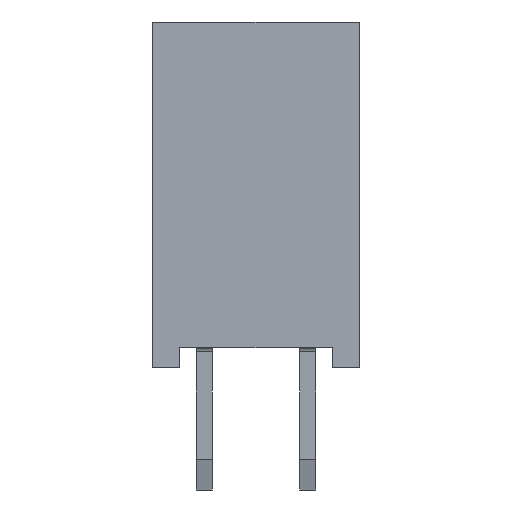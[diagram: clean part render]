
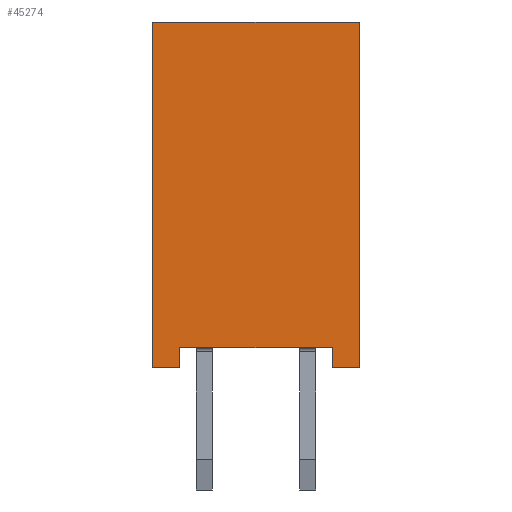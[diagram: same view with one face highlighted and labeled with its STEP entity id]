
A CAD part, front view. The second image highlights one B-rep face of the part: STEP entity #45274.
In plain terms, the highlighted face is planar.
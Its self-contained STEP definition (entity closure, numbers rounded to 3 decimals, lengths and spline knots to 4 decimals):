
#2802=FACE_OUTER_BOUND('',#5122,.T.);
#5122=EDGE_LOOP('',(#36509,#36510,#36511,#36512,#36513,#36514,#36515,#36516));
#8361=LINE('',#66354,#13845);
#10621=LINE('',#71474,#16105);
#10622=LINE('',#71476,#16106);
#10623=LINE('',#71478,#16107);
#10624=LINE('',#71480,#16108);
#10625=LINE('',#71482,#16109);
#10626=LINE('',#71484,#16110);
#10627=LINE('',#71485,#16111);
#13845=VECTOR('',#53192,1.);
#16105=VECTOR('',#58574,1.);
#16106=VECTOR('',#58575,1.);
#16107=VECTOR('',#58576,1.);
#16108=VECTOR('',#58577,1.);
#16109=VECTOR('',#58578,1.);
#16110=VECTOR('',#58579,1.);
#16111=VECTOR('',#58580,1.);
#19169=VERTEX_POINT('',#66352);
#19170=VERTEX_POINT('',#66353);
#20469=VERTEX_POINT('',#71473);
#20470=VERTEX_POINT('',#71475);
#20471=VERTEX_POINT('',#71477);
#20472=VERTEX_POINT('',#71479);
#20473=VERTEX_POINT('',#71481);
#20474=VERTEX_POINT('',#71483);
#23529=EDGE_CURVE('',#19169,#19170,#8361,.T.);
#26189=EDGE_CURVE('',#20469,#19170,#10621,.T.);
#26190=EDGE_CURVE('',#20469,#20470,#10622,.T.);
#26191=EDGE_CURVE('',#20470,#20471,#10623,.T.);
#26192=EDGE_CURVE('',#20472,#20471,#10624,.T.);
#26193=EDGE_CURVE('',#20473,#20472,#10625,.T.);
#26194=EDGE_CURVE('',#20473,#20474,#10626,.T.);
#26195=EDGE_CURVE('',#19169,#20474,#10627,.T.);
#36509=ORIENTED_EDGE('',*,*,#26189,.F.);
#36510=ORIENTED_EDGE('',*,*,#26190,.T.);
#36511=ORIENTED_EDGE('',*,*,#26191,.T.);
#36512=ORIENTED_EDGE('',*,*,#26192,.F.);
#36513=ORIENTED_EDGE('',*,*,#26193,.F.);
#36514=ORIENTED_EDGE('',*,*,#26194,.T.);
#36515=ORIENTED_EDGE('',*,*,#26195,.F.);
#36516=ORIENTED_EDGE('',*,*,#23529,.T.);
#40890=PLANE('',#48348);
#45274=ADVANCED_FACE('',(#2802),#40890,.T.);
#48348=AXIS2_PLACEMENT_3D('',#71472,#58572,#58573);
#53192=DIRECTION('',(0.,-1.,0.));
#58572=DIRECTION('center_axis',(-1.,0.,0.));
#58573=DIRECTION('ref_axis',(0.,-1.,0.));
#58574=DIRECTION('',(0.,0.,1.));
#58575=DIRECTION('',(0.,-1.,0.));
#58576=DIRECTION('',(0.,0.,1.));
#58577=DIRECTION('',(0.,-1.,0.));
#58578=DIRECTION('',(0.,0.,1.));
#58579=DIRECTION('',(0.,-1.,0.));
#58580=DIRECTION('',(0.,0.,-1.));
#66352=CARTESIAN_POINT('',(-1.27,3.14,0.5001));
#66353=CARTESIAN_POINT('',(-1.27,-0.6,0.5001));
#66354=CARTESIAN_POINT('',(-1.27,3.14,0.5001));
#71472=CARTESIAN_POINT('Origin',(-1.27,3.81,0.));
#71473=CARTESIAN_POINT('',(-1.27,-0.6,0.));
#71474=CARTESIAN_POINT('',(-1.27,-0.6,0.));
#71475=CARTESIAN_POINT('',(-1.27,-1.27,0.));
#71476=CARTESIAN_POINT('',(-1.27,-0.6,0.));
#71477=CARTESIAN_POINT('',(-1.27,-1.27,8.5));
#71478=CARTESIAN_POINT('',(-1.27,-1.27,0.));
#71479=CARTESIAN_POINT('',(-1.27,3.81,8.5));
#71480=CARTESIAN_POINT('',(-1.27,3.81,8.5));
#71481=CARTESIAN_POINT('',(-1.27,3.81,0.));
#71482=CARTESIAN_POINT('',(-1.27,3.81,0.));
#71483=CARTESIAN_POINT('',(-1.27,3.14,0.));
#71484=CARTESIAN_POINT('',(-1.27,3.81,0.));
#71485=CARTESIAN_POINT('',(-1.27,3.14,0.5001));
